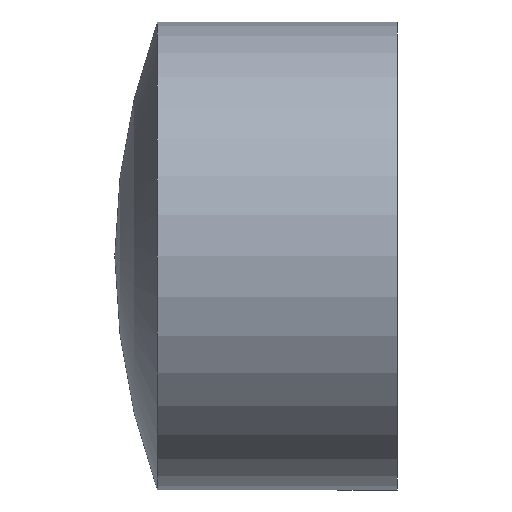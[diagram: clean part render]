
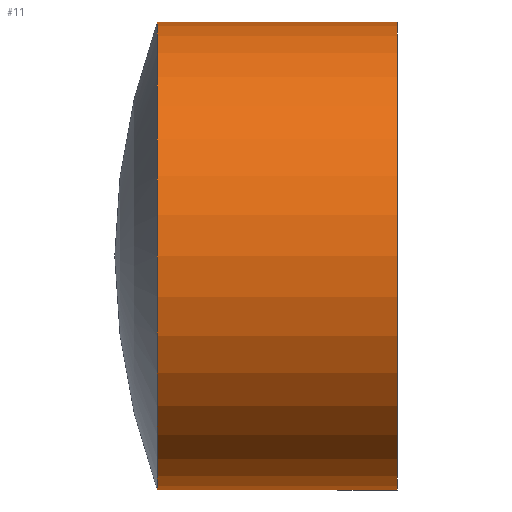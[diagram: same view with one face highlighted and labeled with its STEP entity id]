
A CAD part, left-side view. The second image highlights one B-rep face of the part: STEP entity #11.
In plain terms, the highlighted cylindrical face has radius 200 mm (diameter 400 mm), a partial arc.
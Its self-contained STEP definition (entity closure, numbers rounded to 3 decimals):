
#10 = DIRECTION ( 'NONE',  ( 0., -1., 0. ) ) ;
#11 = ADVANCED_FACE ( 'NONE', ( #179 ), #276, .T. ) ;
#16 = DIRECTION ( 'NONE',  ( 0., -1., 0. ) ) ;
#32 = LINE ( 'NONE', #133, #46 ) ;
#35 = EDGE_CURVE ( 'NONE', #96, #245, #132, .T. ) ;
#36 = DIRECTION ( 'NONE',  ( 0., -1., 0. ) ) ;
#46 = VECTOR ( 'NONE', #228, 1000. ) ;
#48 = VERTEX_POINT ( 'NONE', #277 ) ;
#52 = ORIENTED_EDGE ( 'NONE', *, *, #35, .F. ) ;
#54 = CARTESIAN_POINT ( 'NONE',  ( 0., 0., 0. ) ) ;
#58 = CIRCLE ( 'NONE', #237, 200. ) ;
#64 = EDGE_CURVE ( 'NONE', #243, #48, #32, .T. ) ;
#76 = EDGE_LOOP ( 'NONE', ( #52, #98, #122, #247 ) ) ;
#96 = VERTEX_POINT ( 'NONE', #279 ) ;
#98 = ORIENTED_EDGE ( 'NONE', *, *, #141, .T. ) ;
#99 = CIRCLE ( 'NONE', #280, 200. ) ;
#107 = AXIS2_PLACEMENT_3D ( 'NONE', #54, #157, #250 ) ;
#113 = DIRECTION ( 'NONE',  ( 0., 0., -1. ) ) ;
#122 = ORIENTED_EDGE ( 'NONE', *, *, #64, .T. ) ;
#130 = EDGE_CURVE ( 'NONE', #245, #48, #58, .T. ) ;
#132 = LINE ( 'NONE', #226, #239 ) ;
#133 = CARTESIAN_POINT ( 'NONE',  ( 0., 0., -200. ) ) ;
#138 = DIRECTION ( 'NONE',  ( 0., 0., -1. ) ) ;
#141 = EDGE_CURVE ( 'NONE', #96, #243, #99, .T. ) ;
#157 = DIRECTION ( 'NONE',  ( 0., -1., 0. ) ) ;
#167 = CARTESIAN_POINT ( 'NONE',  ( 0., 204.997, -200. ) ) ;
#179 = FACE_OUTER_BOUND ( 'NONE', #76, .T. ) ;
#226 = CARTESIAN_POINT ( 'NONE',  ( 0., 0., 200. ) ) ;
#228 = DIRECTION ( 'NONE',  ( 0., -1., 0. ) ) ;
#232 = CARTESIAN_POINT ( 'NONE',  ( 0., 204.997, 0. ) ) ;
#237 = AXIS2_PLACEMENT_3D ( 'NONE', #257, #36, #138 ) ;
#239 = VECTOR ( 'NONE', #10, 1000. ) ;
#243 = VERTEX_POINT ( 'NONE', #167 ) ;
#245 = VERTEX_POINT ( 'NONE', #263 ) ;
#247 = ORIENTED_EDGE ( 'NONE', *, *, #130, .F. ) ;
#250 = DIRECTION ( 'NONE',  ( 0., 0., -1. ) ) ;
#257 = CARTESIAN_POINT ( 'NONE',  ( 0., 0., 0. ) ) ;
#263 = CARTESIAN_POINT ( 'NONE',  ( 0., 0., 200. ) ) ;
#276 = CYLINDRICAL_SURFACE ( 'NONE', #107, 200. ) ;
#277 = CARTESIAN_POINT ( 'NONE',  ( 0., 0., -200. ) ) ;
#279 = CARTESIAN_POINT ( 'NONE',  ( 0., 204.997, 200. ) ) ;
#280 = AXIS2_PLACEMENT_3D ( 'NONE', #232, #16, #113 ) ;
